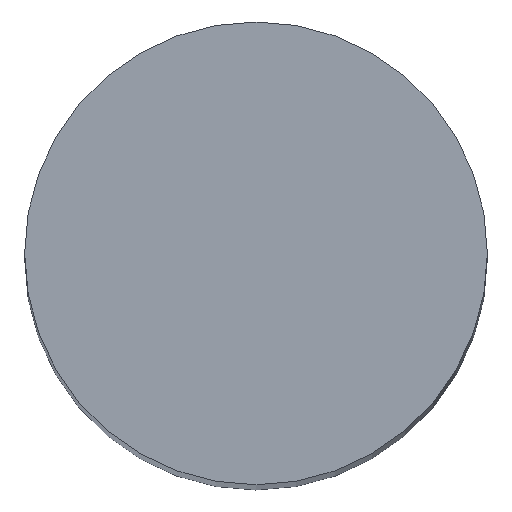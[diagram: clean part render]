
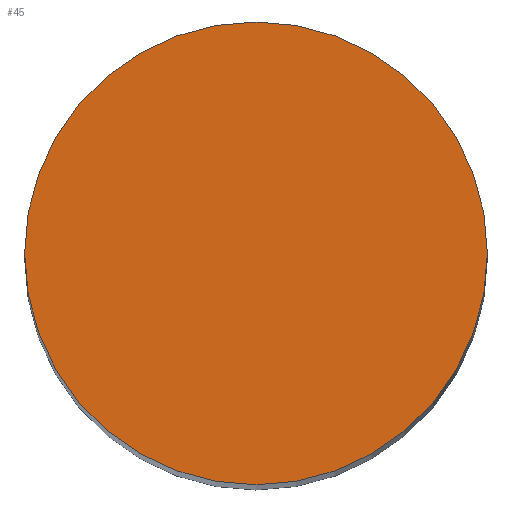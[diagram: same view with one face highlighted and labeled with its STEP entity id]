
A CAD part, top view. The second image highlights one B-rep face of the part: STEP entity #45.
In plain terms, the highlighted planar face has unit normal (0, 0, 1).
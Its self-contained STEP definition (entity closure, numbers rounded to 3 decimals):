
#45=ADVANCED_FACE('240[2]',(#101),#102,.T.);
#72=EDGE_CURVE('240[2]',#142,#142,#143,.T.);
#101=FACE_OUTER_BOUND('',#167,.T.);
#102=PLANE('',#168);
#142=VERTEX_POINT('',#348);
#143=CIRCLE('',#349,15.5);
#167=EDGE_LOOP('',(#366));
#168=AXIS2_PLACEMENT_3D('',#367,#368,#369);
#348=CARTESIAN_POINT('',(0.,15.5,200.0));
#349=AXIS2_PLACEMENT_3D('',#405,#406,#407);
#366=ORIENTED_EDGE('',*,*,#72,.T.);
#367=CARTESIAN_POINT('',(0.,7.75,200.0));
#368=DIRECTION('',(0.,0.,1.0));
#369=DIRECTION('',(1.0,0.,0.0));
#405=CARTESIAN_POINT('',(0.,0.,200.0));
#406=DIRECTION('',(0.,0.,1.0));
#407=DIRECTION('',(0.,1.0,0.));
